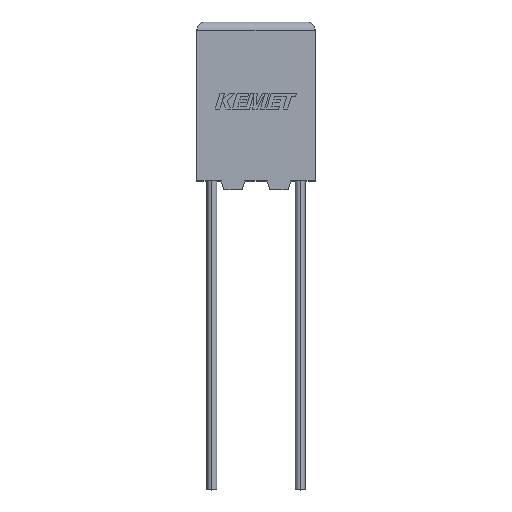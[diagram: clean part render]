
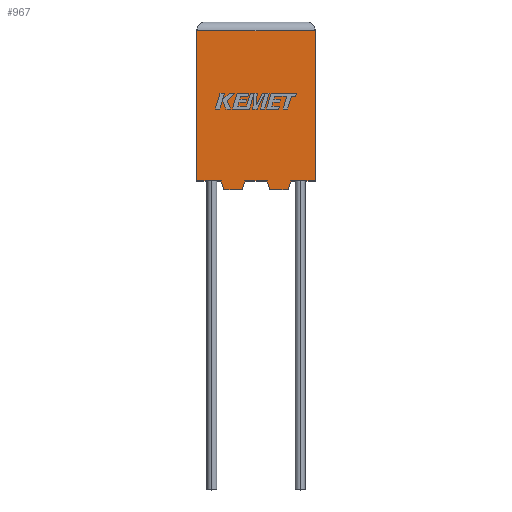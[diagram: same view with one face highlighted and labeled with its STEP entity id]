
A CAD part, top view. The second image highlights one B-rep face of the part: STEP entity #967.
In plain terms, the highlighted planar face has unit normal (0, 0, 1).
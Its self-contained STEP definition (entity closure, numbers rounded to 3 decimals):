
#85 = ORIENTED_EDGE ( 'NONE', *, *, #2888, .T. ) ;
#93 = LINE ( 'NONE', #1100, #1226 ) ;
#193 = EDGE_LOOP ( 'NONE', ( #2771, #2254, #2532, #2860, #2525, #2954, #85, #1255, #718, #1373, #2687, #3107 ) ) ;
#199 = EDGE_CURVE ( 'NONE', #2337, #2966, #2749, .T. ) ;
#350 = EDGE_CURVE ( 'NONE', #1438, #3131, #1659, .T. ) ;
#369 = DIRECTION ( 'NONE',  ( 1., 0., 0. ) ) ;
#436 = DIRECTION ( 'NONE',  ( 1., 0., 0. ) ) ;
#501 = LINE ( 'NONE', #3233, #2805 ) ;
#517 = DIRECTION ( 'NONE',  ( 0.287, -0.958, 0. ) ) ;
#549 = CARTESIAN_POINT ( 'NONE',  ( 5.164, -0.5, 4.5 ) ) ;
#576 = CARTESIAN_POINT ( 'NONE',  ( 6.7, 0., 4.5 ) ) ;
#601 = VECTOR ( 'NONE', #1171, 1000. ) ;
#662 = CARTESIAN_POINT ( 'NONE',  ( 0., 0., 4.5 ) ) ;
#718 = ORIENTED_EDGE ( 'NONE', *, *, #2898, .F. ) ;
#720 = CARTESIAN_POINT ( 'NONE',  ( 3.989, 0., 4.5 ) ) ;
#732 = VERTEX_POINT ( 'NONE', #720 ) ;
#745 = CARTESIAN_POINT ( 'NONE',  ( 1.386, 0., 4.5 ) ) ;
#791 = DIRECTION ( 'NONE',  ( -0.287, 0.958, 0. ) ) ;
#883 = CARTESIAN_POINT ( 'NONE',  ( 0., 8.5, 4.5 ) ) ;
#894 = VECTOR ( 'NONE', #517, 1000. ) ;
#898 = PLANE ( 'NONE',  #1349 ) ;
#917 = FACE_OUTER_BOUND ( 'NONE', #193, .T. ) ;
#926 = EDGE_CURVE ( 'NONE', #3131, #2335, #1944, .T. ) ;
#935 = CARTESIAN_POINT ( 'NONE',  ( 0., 8.5, 4.5 ) ) ;
#945 = DIRECTION ( 'NONE',  ( -1., 0., 0. ) ) ;
#967 = ADVANCED_FACE ( 'NONE', ( #917 ), #898, .F. ) ;
#1043 = DIRECTION ( 'NONE',  ( -0.287, -0.958, 0. ) ) ;
#1046 = EDGE_CURVE ( 'NONE', #1207, #1438, #501, .T. ) ;
#1052 = VERTEX_POINT ( 'NONE', #1478 ) ;
#1084 = EDGE_CURVE ( 'NONE', #1501, #1562, #2978, .T. ) ;
#1100 = CARTESIAN_POINT ( 'NONE',  ( 1.536, -0.5, 4.5 ) ) ;
#1171 = DIRECTION ( 'NONE',  ( 0., -1., 0. ) ) ;
#1200 = CARTESIAN_POINT ( 'NONE',  ( 2.561, -0.5, 4.5 ) ) ;
#1207 = VERTEX_POINT ( 'NONE', #576 ) ;
#1226 = VECTOR ( 'NONE', #2377, 1000. ) ;
#1255 = ORIENTED_EDGE ( 'NONE', *, *, #3096, .T. ) ;
#1278 = VECTOR ( 'NONE', #2363, 1000. ) ;
#1326 = LINE ( 'NONE', #3064, #2343 ) ;
#1339 = LINE ( 'NONE', #1681, #2913 ) ;
#1349 = AXIS2_PLACEMENT_3D ( 'NONE', #1462, #3214, #945 ) ;
#1373 = ORIENTED_EDGE ( 'NONE', *, *, #1084, .F. ) ;
#1382 = EDGE_CURVE ( 'NONE', #2966, #2385, #93, .T. ) ;
#1438 = VERTEX_POINT ( 'NONE', #1716 ) ;
#1462 = CARTESIAN_POINT ( 'NONE',  ( 0., 0., 4.5 ) ) ;
#1478 = CARTESIAN_POINT ( 'NONE',  ( 2.711, 0., 4.5 ) ) ;
#1501 = VERTEX_POINT ( 'NONE', #549 ) ;
#1520 = CARTESIAN_POINT ( 'NONE',  ( 5.164, -0.5, 4.5 ) ) ;
#1541 = CARTESIAN_POINT ( 'NONE',  ( 4.139, -0.5, 4.5 ) ) ;
#1562 = VERTEX_POINT ( 'NONE', #2833 ) ;
#1659 = LINE ( 'NONE', #883, #1278 ) ;
#1660 = VECTOR ( 'NONE', #2250, 1000. ) ;
#1681 = CARTESIAN_POINT ( 'NONE',  ( 0., 0., 4.5 ) ) ;
#1716 = CARTESIAN_POINT ( 'NONE',  ( 6.7, 8.5, 4.5 ) ) ;
#1774 = CARTESIAN_POINT ( 'NONE',  ( 1.536, -0.5, 4.5 ) ) ;
#1791 = DIRECTION ( 'NONE',  ( 0.287, 0.958, 0. ) ) ;
#1858 = EDGE_CURVE ( 'NONE', #2335, #2337, #1326, .T. ) ;
#1882 = VECTOR ( 'NONE', #791, 1000. ) ;
#1901 = DIRECTION ( 'NONE',  ( 1., 0., 0. ) ) ;
#1944 = LINE ( 'NONE', #2625, #601 ) ;
#2085 = VECTOR ( 'NONE', #1043, 1000. ) ;
#2152 = LINE ( 'NONE', #2650, #2402 ) ;
#2250 = DIRECTION ( 'NONE',  ( -1., 0., 0. ) ) ;
#2254 = ORIENTED_EDGE ( 'NONE', *, *, #350, .T. ) ;
#2312 = CARTESIAN_POINT ( 'NONE',  ( 5.314, 0., 4.5 ) ) ;
#2327 = LINE ( 'NONE', #2312, #2085 ) ;
#2335 = VERTEX_POINT ( 'NONE', #662 ) ;
#2337 = VERTEX_POINT ( 'NONE', #3210 ) ;
#2343 = VECTOR ( 'NONE', #369, 1000. ) ;
#2363 = DIRECTION ( 'NONE',  ( -1., 0., 0. ) ) ;
#2377 = DIRECTION ( 'NONE',  ( 1., 0., 0. ) ) ;
#2385 = VERTEX_POINT ( 'NONE', #1200 ) ;
#2402 = VECTOR ( 'NONE', #1901, 1000. ) ;
#2497 = VERTEX_POINT ( 'NONE', #2994 ) ;
#2515 = LINE ( 'NONE', #2808, #3120 ) ;
#2525 = ORIENTED_EDGE ( 'NONE', *, *, #199, .T. ) ;
#2527 = LINE ( 'NONE', #1541, #1882 ) ;
#2532 = ORIENTED_EDGE ( 'NONE', *, *, #926, .T. ) ;
#2625 = CARTESIAN_POINT ( 'NONE',  ( 0., 0., 4.5 ) ) ;
#2638 = EDGE_CURVE ( 'NONE', #2497, #1501, #2327, .T. ) ;
#2650 = CARTESIAN_POINT ( 'NONE',  ( 0., 0., 4.5 ) ) ;
#2687 = ORIENTED_EDGE ( 'NONE', *, *, #2638, .F. ) ;
#2749 = LINE ( 'NONE', #745, #894 ) ;
#2771 = ORIENTED_EDGE ( 'NONE', *, *, #1046, .T. ) ;
#2805 = VECTOR ( 'NONE', #2996, 1000. ) ;
#2808 = CARTESIAN_POINT ( 'NONE',  ( 2.561, -0.5, 4.5 ) ) ;
#2833 = CARTESIAN_POINT ( 'NONE',  ( 4.139, -0.5, 4.5 ) ) ;
#2860 = ORIENTED_EDGE ( 'NONE', *, *, #1858, .T. ) ;
#2888 = EDGE_CURVE ( 'NONE', #2385, #1052, #2515, .T. ) ;
#2898 = EDGE_CURVE ( 'NONE', #1562, #732, #2527, .T. ) ;
#2913 = VECTOR ( 'NONE', #436, 1000. ) ;
#2954 = ORIENTED_EDGE ( 'NONE', *, *, #1382, .T. ) ;
#2966 = VERTEX_POINT ( 'NONE', #1774 ) ;
#2978 = LINE ( 'NONE', #1520, #1660 ) ;
#2994 = CARTESIAN_POINT ( 'NONE',  ( 5.314, 0., 4.5 ) ) ;
#2996 = DIRECTION ( 'NONE',  ( 0., 1., 0. ) ) ;
#3064 = CARTESIAN_POINT ( 'NONE',  ( 0., 0., 4.5 ) ) ;
#3096 = EDGE_CURVE ( 'NONE', #1052, #732, #1339, .T. ) ;
#3107 = ORIENTED_EDGE ( 'NONE', *, *, #3211, .T. ) ;
#3120 = VECTOR ( 'NONE', #1791, 1000. ) ;
#3131 = VERTEX_POINT ( 'NONE', #935 ) ;
#3210 = CARTESIAN_POINT ( 'NONE',  ( 1.386, 0., 4.5 ) ) ;
#3211 = EDGE_CURVE ( 'NONE', #2497, #1207, #2152, .T. ) ;
#3214 = DIRECTION ( 'NONE',  ( 0., 0., -1. ) ) ;
#3233 = CARTESIAN_POINT ( 'NONE',  ( 6.7, 0., 4.5 ) ) ;
